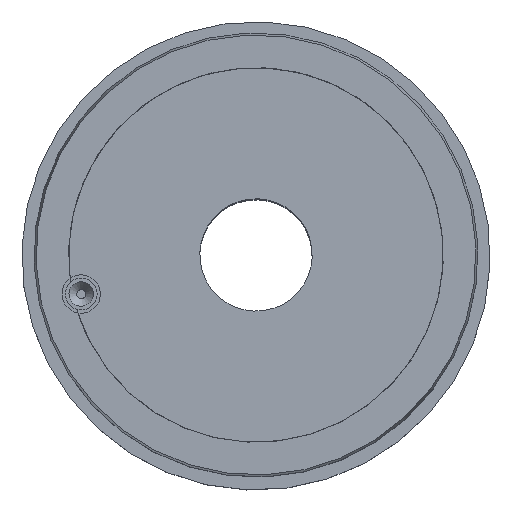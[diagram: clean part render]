
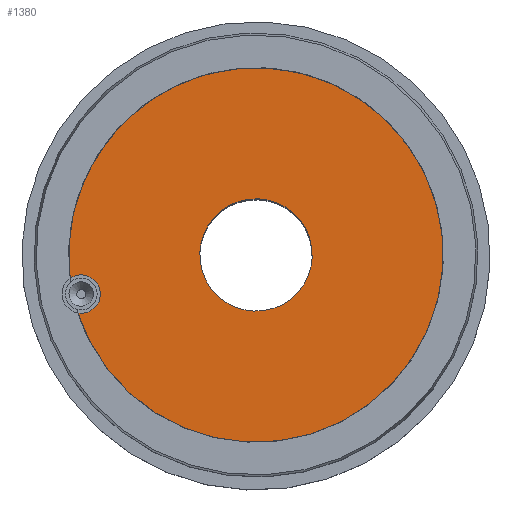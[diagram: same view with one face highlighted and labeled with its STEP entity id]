
A CAD part, top view. The second image highlights one B-rep face of the part: STEP entity #1380.
In plain terms, the highlighted planar face has unit normal (0, 0, 1).
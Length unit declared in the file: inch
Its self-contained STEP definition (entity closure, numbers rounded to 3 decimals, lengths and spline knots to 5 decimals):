
#136=FACE_BOUND('',#542,.T.);
#462=FACE_OUTER_BOUND('',#541,.T.);
#541=EDGE_LOOP('',(#978,#979));
#542=EDGE_LOOP('',(#980));
#633=CIRCLE('',#1505,0.256);
#634=CIRCLE('',#1507,2.5);
#638=CIRCLE('',#1513,0.75);
#665=VERTEX_POINT('',#2068);
#666=VERTEX_POINT('',#2070);
#670=VERTEX_POINT('',#2083);
#790=EDGE_CURVE('',#666,#665,#633,.T.);
#792=EDGE_CURVE('',#666,#665,#634,.T.);
#796=EDGE_CURVE('',#670,#670,#638,.T.);
#978=ORIENTED_EDGE('',*,*,#790,.T.);
#979=ORIENTED_EDGE('',*,*,#792,.F.);
#980=ORIENTED_EDGE('',*,*,#796,.T.);
#1317=PLANE('',#1514);
#1380=ADVANCED_FACE('',(#462,#136),#1317,.T.);
#1505=AXIS2_PLACEMENT_3D('',#2071,#1651,#1652);
#1507=AXIS2_PLACEMENT_3D('',#2074,#1656,#1657);
#1513=AXIS2_PLACEMENT_3D('',#2084,#1668,#1669);
#1514=AXIS2_PLACEMENT_3D('',#2085,#1670,#1671);
#1651=DIRECTION('center_axis',(0.,0.,-1.));
#1652=DIRECTION('ref_axis',(1.,0.,0.));
#1656=DIRECTION('center_axis',(0.,0.,-1.));
#1657=DIRECTION('ref_axis',(1.,0.,0.));
#1668=DIRECTION('center_axis',(0.,0.,-1.));
#1669=DIRECTION('ref_axis',(1.,0.,0.));
#1670=DIRECTION('center_axis',(0.,0.,1.));
#1671=DIRECTION('ref_axis',(1.,0.,0.));
#2068=CARTESIAN_POINT('',(0.41583,2.46517,0.));
#2070=CARTESIAN_POINT('',(0.87247,2.34282,0.));
#2071=CARTESIAN_POINT('Origin',(0.61871,2.30905,0.));
#2074=CARTESIAN_POINT('Origin',(0.,0.,0.));
#2083=CARTESIAN_POINT('',(0.,0.75,0.));
#2084=CARTESIAN_POINT('Origin',(0.,0.,0.));
#2085=CARTESIAN_POINT('Origin',(0.,2.5,0.));
